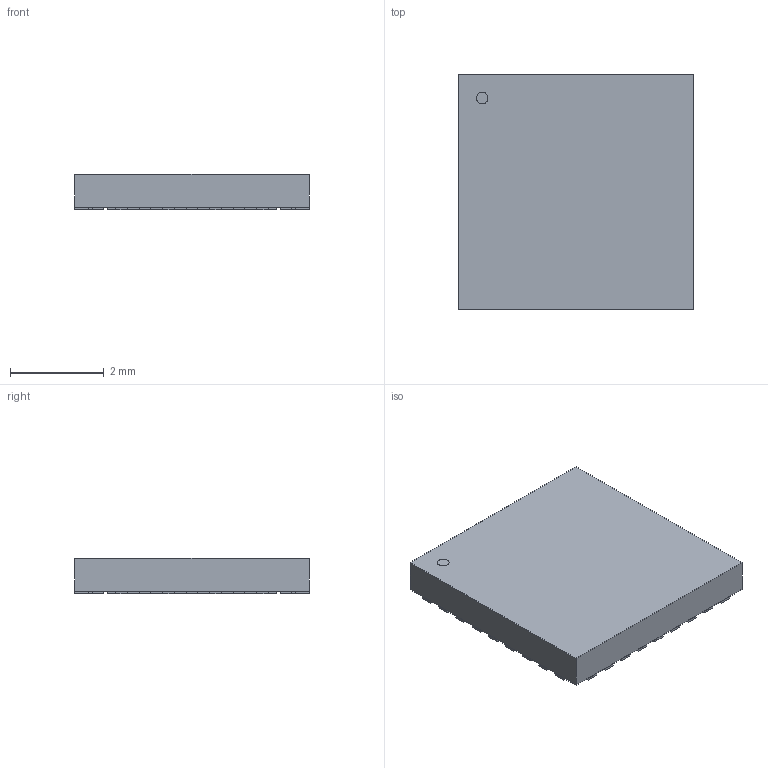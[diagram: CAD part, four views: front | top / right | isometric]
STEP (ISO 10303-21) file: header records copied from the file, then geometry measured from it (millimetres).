
FILE_DESCRIPTION(('STEP AP214'),'1');
FILE_NAME('P-WQFN36-0505-0p50-001_TOS','2024-10-04T03:01:37',(''),(''),'','','');
FILE_SCHEMA(('AUTOMOTIVE_DESIGN'));
Length unit declared in the file: millimetre
Products named in the file (1): product
Bounding box: 5 x 5 x 0.75 mm (x, y, z)
Volume: 18.3 mm3; surface area: 99.8 mm2
Topology: 39 solids, 39 shells, 231 faces, 459 edges, 306 vertices
Faces by surface type: plane 230, cylinder 1
Full cylindrical faces by diameter (mm): 0.25 x1
Entity records: 5701 total; most frequent: DIRECTION 926, ORIENTED_EDGE 916, CARTESIAN_POINT 541, EDGE_CURVE 458, LINE 456, VECTOR 456, VERTEX_POINT 306, AXIS2_PLACEMENT_3D 235
